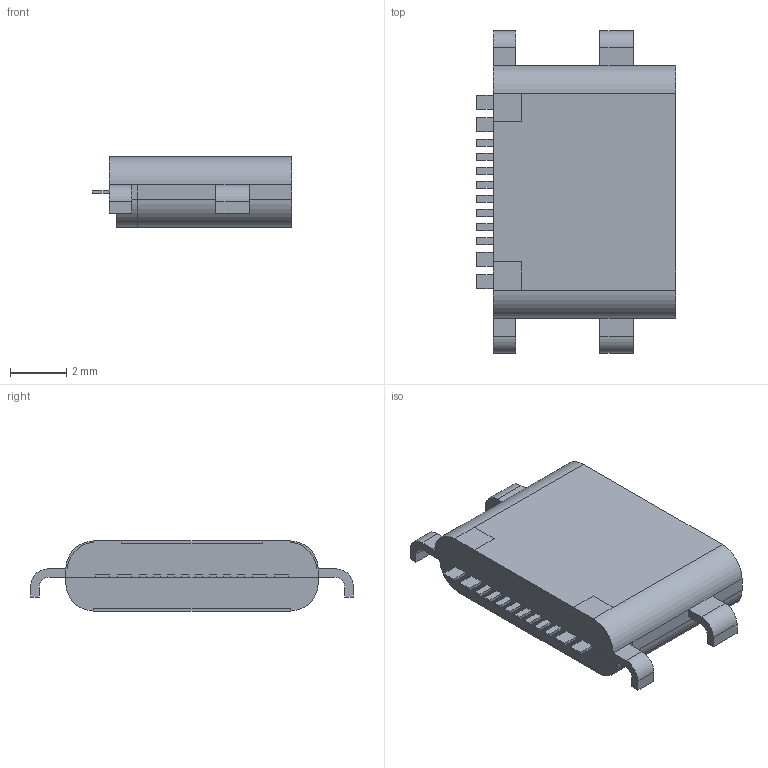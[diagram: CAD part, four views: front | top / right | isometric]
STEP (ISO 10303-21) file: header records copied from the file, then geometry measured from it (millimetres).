
FILE_DESCRIPTION(/* description */ (''),/* implementation_level */ '2;1');
FILE_NAME(/* name */ 'USB-C.stp',/* time_stamp */ '2022-10-30T18:49:43+01:00',/* author */ (''),/* organization */ (''),/* preprocessor_version */ 'ST-DEVELOPER v15.2',/* originating_system */ 'Autodesk Translator Framework v2.0.0.5431',/* authorisation */ '');
FILE_SCHEMA (('AUTOMOTIVE_DESIGN { 1 0 10303 214 3 1 1 }'));
Length unit declared in the file: centimetre
Products named in the file (1): kicad_usbc
Bounding box: 7.1 x 11.5 x 2.5 mm (x, y, z)
Volume: 61.6 mm3; surface area: 448.6 mm2
Topology: 17 solids, 17 shells, 173 faces, 404 edges, 264 vertices
Faces by surface type: plane 151, cylinder 22
Entity records: 4873 total; most frequent: CARTESIAN_POINT 842, ORIENTED_EDGE 812, DIRECTION 796, EDGE_CURVE 404, LINE 360, VECTOR 360, VERTEX_POINT 264, AXIS2_PLACEMENT_3D 218
